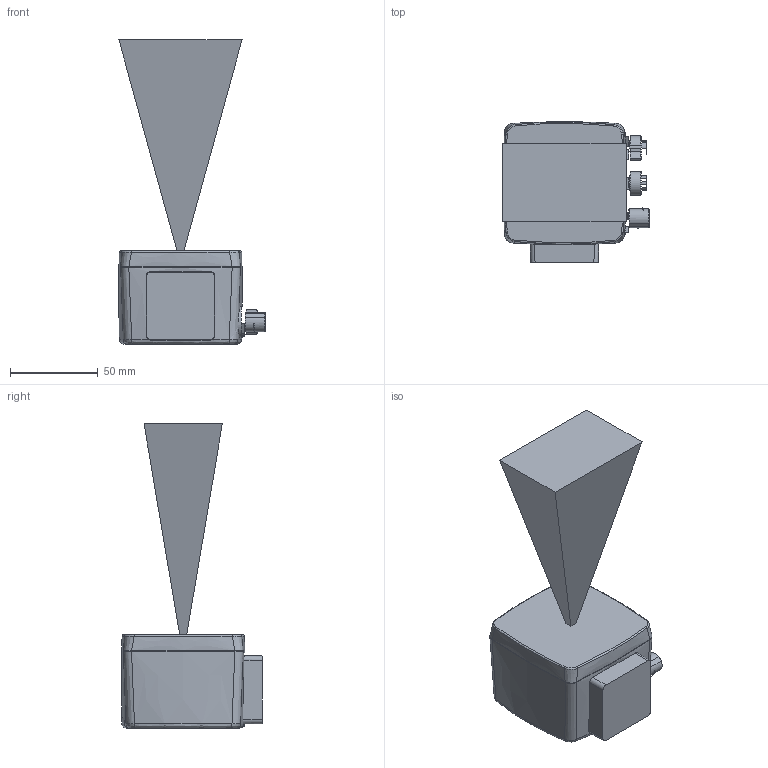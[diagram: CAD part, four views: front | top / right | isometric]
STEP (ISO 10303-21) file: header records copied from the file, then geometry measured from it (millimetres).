
FILE_DESCRIPTION((''),'2;1');
FILE_NAME('07BYU2A','2013-08-22T',('smattmuell'),(''),'PRO/ENGINEER BY PARAMETRIC TECHNOLOGY CORPORATION, 2013050','PRO/ENGINEER BY PARAMETRIC TECHNOLOGY CORPORATION, 2013050','');
FILE_SCHEMA(('CONFIG_CONTROL_DESIGN'));
Length unit declared in the file: millimetre
Products named in the file (1): 07BYU2A
Bounding box: 83.1 x 80 x 173 mm (x, y, z)
Surface area: 43681.6 mm2 (no closed solid volume)
Topology: 0 solids, 25 shells, 87 faces, 340 edges, 275 vertices
Faces by surface type: bspline 42, plane 25, cylinder 17, torus 3
Entity records: 6696 total; most frequent: CARTESIAN_POINT 3813, ORIENTED_EDGE 463, DIRECTION 394, EDGE_CURVE 340, VERTEX_POINT 275, AXIS2_PLACEMENT_3D 135, B_SPLINE_CURVE_WITH_KNOTS 126, VECTOR 124
